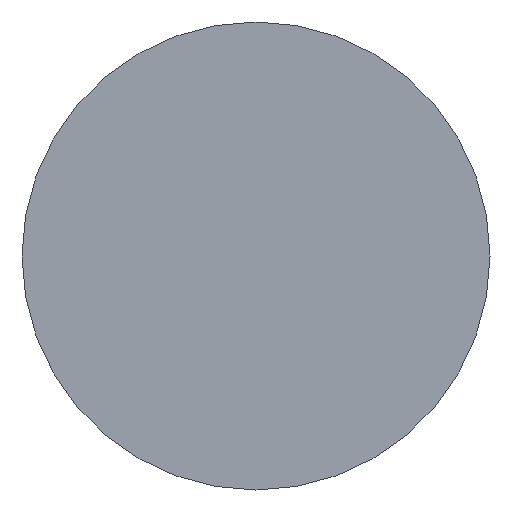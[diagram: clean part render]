
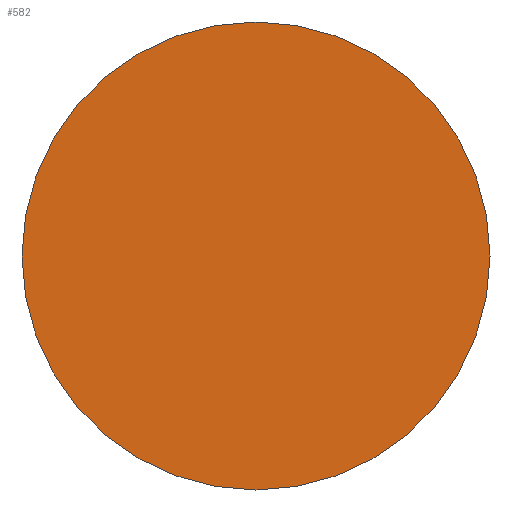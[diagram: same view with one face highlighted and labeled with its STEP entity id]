
A CAD part, left-side view. The second image highlights one B-rep face of the part: STEP entity #582.
In plain terms, the highlighted planar face has unit normal (-1, 0, 0).
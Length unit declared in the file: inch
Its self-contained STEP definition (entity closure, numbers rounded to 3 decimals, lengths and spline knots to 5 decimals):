
#47 = VERTEX_POINT ( 'NONE', #2909 ) ;
#316 = ORIENTED_EDGE ( 'NONE', *, *, #2108, .T. ) ;
#333 = DIRECTION ( 'NONE',  ( -1., 0., 0. ) ) ;
#379 = CARTESIAN_POINT ( 'NONE',  ( 0., 0., 3.125 ) ) ;
#582 = ADVANCED_FACE ( 'NONE', ( #2434 ), #2125, .F. ) ;
#662 = CARTESIAN_POINT ( 'NONE',  ( 0., 3.125, 0. ) ) ;
#776 = AXIS2_PLACEMENT_3D ( 'NONE', #2648, #3517, #1726 ) ;
#785 = CIRCLE ( 'NONE', #1860, 3.125 ) ;
#1224 = EDGE_LOOP ( 'NONE', ( #2169, #316 ) ) ;
#1470 = CIRCLE ( 'NONE', #776, 3.125 ) ;
#1681 = AXIS2_PLACEMENT_3D ( 'NONE', #662, #3598, #3302 ) ;
#1726 = DIRECTION ( 'NONE',  ( 0., 0., 1. ) ) ;
#1860 = AXIS2_PLACEMENT_3D ( 'NONE', #3666, #333, #3373 ) ;
#2108 = EDGE_CURVE ( 'NONE', #47, #2752, #1470, .T. ) ;
#2125 = PLANE ( 'NONE',  #1681 ) ;
#2169 = ORIENTED_EDGE ( 'NONE', *, *, #3030, .T. ) ;
#2434 = FACE_OUTER_BOUND ( 'NONE', #1224, .T. ) ;
#2648 = CARTESIAN_POINT ( 'NONE',  ( 0., 0., 0. ) ) ;
#2752 = VERTEX_POINT ( 'NONE', #379 ) ;
#2909 = CARTESIAN_POINT ( 'NONE',  ( 0., 0., -3.125 ) ) ;
#3030 = EDGE_CURVE ( 'NONE', #2752, #47, #785, .T. ) ;
#3302 = DIRECTION ( 'NONE',  ( 0., 0., -1. ) ) ;
#3373 = DIRECTION ( 'NONE',  ( 0., 0., 1. ) ) ;
#3517 = DIRECTION ( 'NONE',  ( -1., 0., 0. ) ) ;
#3598 = DIRECTION ( 'NONE',  ( 1., 0., 0. ) ) ;
#3666 = CARTESIAN_POINT ( 'NONE',  ( 0., 0., 0. ) ) ;
